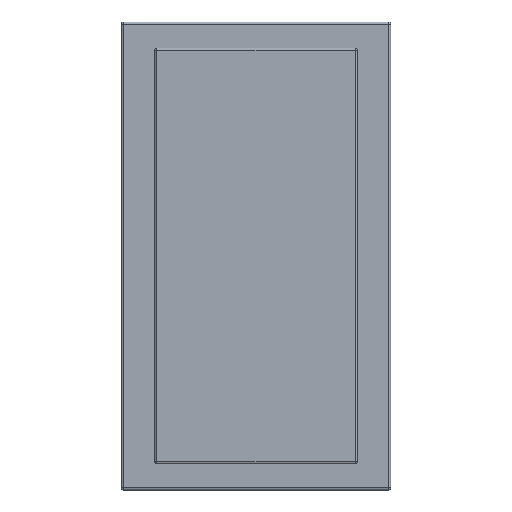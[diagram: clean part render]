
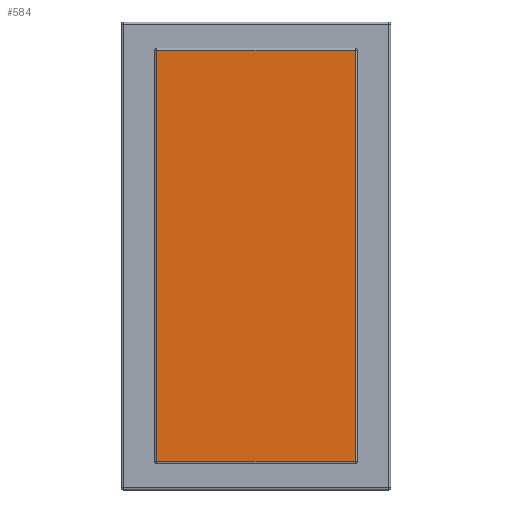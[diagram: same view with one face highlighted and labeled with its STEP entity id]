
A CAD part, front view. The second image highlights one B-rep face of the part: STEP entity #584.
In plain terms, the highlighted planar face has unit normal (0, -1, 0).
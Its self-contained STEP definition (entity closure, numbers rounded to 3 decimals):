
#22=PLANE('',#661);
#33=LINE('',#940,#75);
#37=LINE('',#963,#79);
#41=LINE('',#972,#83);
#45=LINE('',#981,#87);
#75=VECTOR('',#734,10.);
#79=VECTOR('',#760,10.);
#83=VECTOR('',#770,10.);
#87=VECTOR('',#780,10.);
#149=FACE_OUTER_BOUND('',#190,.T.);
#190=EDGE_LOOP('',(#446,#447,#448,#449));
#264=VERTEX_POINT('',#929);
#265=VERTEX_POINT('',#933);
#270=VERTEX_POINT('',#949);
#273=VERTEX_POINT('',#956);
#316=EDGE_CURVE('',#265,#264,#33,.T.);
#327=EDGE_CURVE('',#273,#265,#37,.T.);
#332=EDGE_CURVE('',#270,#273,#41,.T.);
#337=EDGE_CURVE('',#264,#270,#45,.T.);
#446=ORIENTED_EDGE('',*,*,#316,.F.);
#447=ORIENTED_EDGE('',*,*,#327,.F.);
#448=ORIENTED_EDGE('',*,*,#332,.F.);
#449=ORIENTED_EDGE('',*,*,#337,.F.);
#584=ADVANCED_FACE('',(#149),#22,.F.);
#661=AXIS2_PLACEMENT_3D('',#993,#794,#795);
#734=DIRECTION('',(0.,0.,1.));
#760=DIRECTION('',(-1.,0.,0.));
#770=DIRECTION('',(0.,0.,-1.));
#780=DIRECTION('',(1.,0.,0.));
#794=DIRECTION('center_axis',(0.,1.,0.));
#795=DIRECTION('ref_axis',(0.,0.,1.));
#929=CARTESIAN_POINT('',(-9.7,0.,20.1));
#933=CARTESIAN_POINT('',(-9.7,0.,-20.1));
#940=CARTESIAN_POINT('',(-9.7,0.,-10.15));
#949=CARTESIAN_POINT('',(9.7,0.,20.1));
#956=CARTESIAN_POINT('',(9.7,0.,-20.1));
#963=CARTESIAN_POINT('',(4.95,0.,-20.1));
#972=CARTESIAN_POINT('',(9.7,0.,10.15));
#981=CARTESIAN_POINT('',(-4.95,0.,20.1));
#993=CARTESIAN_POINT('Origin',(0.,0.,0.));
